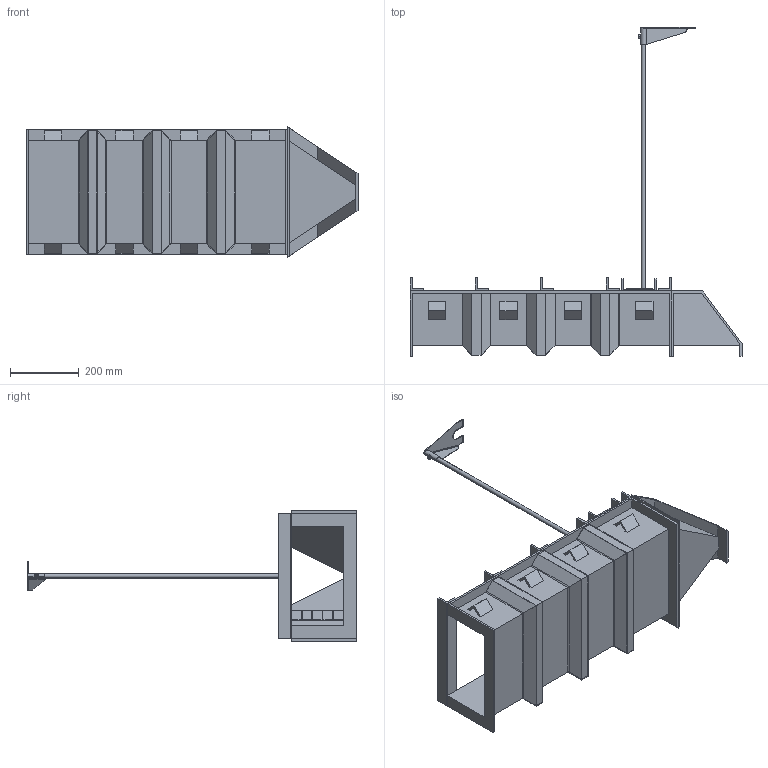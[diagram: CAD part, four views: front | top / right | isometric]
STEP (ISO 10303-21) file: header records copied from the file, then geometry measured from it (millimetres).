
FILE_DESCRIPTION (( 'STEP AP214' ), '1' );
FILE_NAME ('0.5H Flume Assy with options.STEP', '2020-08-28T12:49:56', ( '' ), ( '' ), 'SwSTEP 2.0', 'SolidWorks 2020', '' );
FILE_SCHEMA (( 'AUTOMOTIVE_DESIGN' ));
Length unit declared in the file: inch
Products named in the file (13): H Flume Ultrasonic Bkt Assem1_0.5H Flume; base plate; 0.5H Flume Assy with options; Parshall Staff Gauge 24in long parshall staff gauge_English Staff Gauge - 6in; 0.5H H Flume_0.5'' H FLUME W-OPTIONS; Ulstrasonic Bracket Assy_30in height - Default; hex nut_ai_HNUT 0.2500-20-D-N; Top Bracket Tube; 0.5H H Flume ApproacH Section_0.5'' H; shaft_30in Default; C Channel Ultrasonic Bkt_0.5H Flume; Top Bracket Rev A sheet metal; Ultrasonic Top Plate Assembly Rev A
Assembly tree (12 placements, depth 5):
  0.5H Flume Assy with options
    0.5H H Flume_0.5'' H FLUME W-OPTIONS
    0.5H H Flume ApproacH Section_0.5'' H
    H Flume Ultrasonic Bkt Assem1_0.5H Flume
      Ulstrasonic Bracket Assy_30in height - Default
        base plate
        shaft_30in Default
        Ultrasonic Top Plate Assembly Rev A
          Top Bracket Rev A sheet metal
          Top Bracket Tube
          hex nut_ai_HNUT 0.2500-20-D-N
      C Channel Ultrasonic Bkt_0.5H Flume
    Parshall Staff Gauge 24in long parshall staff gauge_English Staff Gauge - 6in
Bounding box: 967.74 x 958.79 x 381.14 mm (x, y, z)
Volume: 6349722.3 mm3; surface area: 2745570 mm2
Topology: 35 solids, 35 shells, 378 faces, 898 edges, 588 vertices
Faces by surface type: plane 331, cylinder 29, cone 16, bspline 2
Entity records: 13205 total; most frequent: CARTESIAN_POINT 2304, ORIENTED_EDGE 1796, DIRECTION 1716, EDGE_CURVE 898, VECTOR 800, LINE 800, VERTEX_POINT 588, AXIS2_PLACEMENT_3D 458
